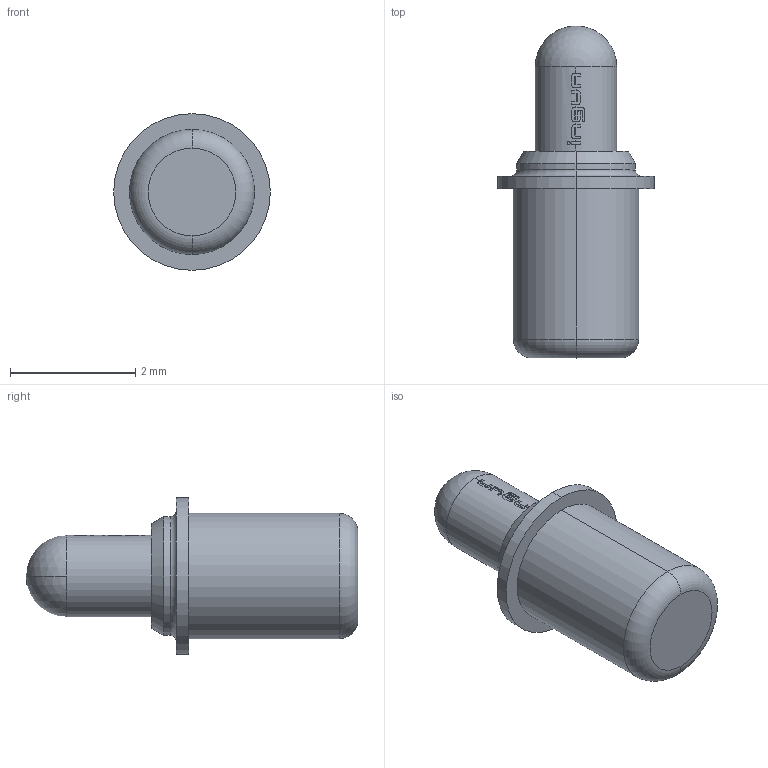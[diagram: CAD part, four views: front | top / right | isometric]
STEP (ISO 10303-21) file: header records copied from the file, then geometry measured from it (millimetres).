
FILE_DESCRIPTION (( 'STEP AP203' ), '1' );
FILE_NAME ('INGUN_GKS-967_305_130_A_xx01_G.STEP', '2021-09-14T06:19:18', ( 'ochi' ), ( '' ), 'SwSTEP 2.0', 'SolidWorks 2018', '' );
FILE_SCHEMA (( 'CONFIG_CONTROL_DESIGN' ));
Length unit declared in the file: millimetre
Products named in the file (1): INGUN_GKS-967_305_130_A_xx01_G
Bounding box: 2.5 x 5.3 x 2.5 mm (x, y, z)
Volume: 12.8 mm3; surface area: 36 mm2
Topology: 1 solids, 1 shells, 82 faces, 225 edges, 147 vertices
Faces by surface type: bspline 31, plane 25, cylinder 18, torus 4, sphere 2, cone 2
Entity records: 3050 total; most frequent: CARTESIAN_POINT 1310, ORIENTED_EDGE 446, EDGE_CURVE 223, DIRECTION 183, B_SPLINE_CURVE_WITH_KNOTS 174, VERTEX_POINT 147, EDGE_LOOP 86, ADVANCED_FACE 82
